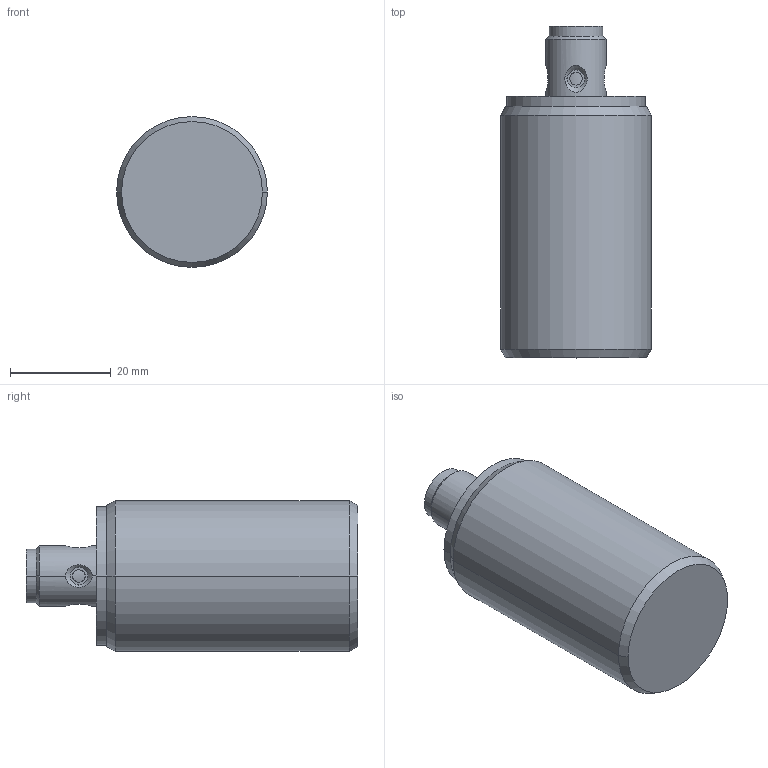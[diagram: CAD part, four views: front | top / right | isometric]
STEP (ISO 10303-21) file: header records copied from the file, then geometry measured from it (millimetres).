
FILE_DESCRIPTION((''),'2;1');
FILE_NAME('DM_CAD-2300_SW0001','2016-06-16T',('creinig-se'),(''),'PRO/ENGINEER BY PARAMETRIC TECHNOLOGY CORPORATION, 2015440','PRO/ENGINEER BY PARAMETRIC TECHNOLOGY CORPORATION, 2015440','');
FILE_SCHEMA(('CONFIG_CONTROL_DESIGN'));
Length unit declared in the file: millimetre
Products named in the file (1): DM_CAD-2300_SW0001
Bounding box: 30 x 66 x 30 mm (x, y, z)
Volume: 37320.1 mm3; surface area: 7040.1 mm2
Topology: 1 solids, 1 shells, 63 faces, 189 edges, 187 vertices
Faces by surface type: cylinder 29, plane 14, cone 14, sphere 6
Entity records: 3027 total; most frequent: CARTESIAN_POINT 627, DIRECTION 371, ORIENTED_EDGE 264, AXIS2_PLACEMENT_3D 144, EDGE_CURVE 132, PRESENTATION_STYLE_ASSIGNMENT 115, STYLED_ITEM 115, FILL_AREA_STYLE_COLOUR 86
